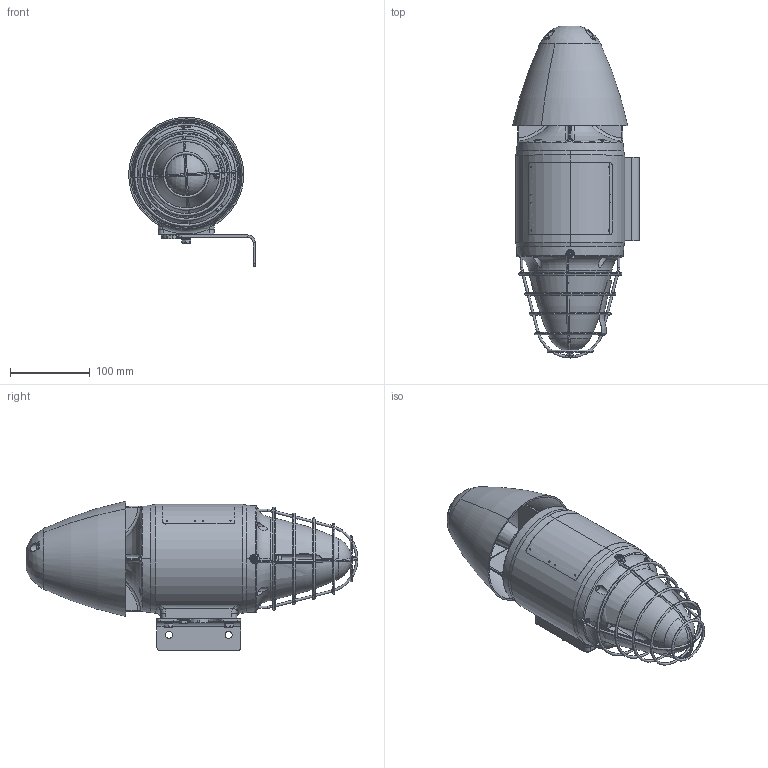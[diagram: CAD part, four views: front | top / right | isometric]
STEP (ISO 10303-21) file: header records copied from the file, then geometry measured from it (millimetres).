
FILE_DESCRIPTION (( 'STEP AP203' ), '1' );
FILE_NAME ('YL60 mit L-Bügel.STEP', '2017-05-11T09:45:26', ( '' ), ( '' ), 'SwSTEP 2.0', 'SolidWorks 2016', '' );
FILE_SCHEMA (( 'CONFIG_CONTROL_DESIGN' ));
Length unit declared in the file: millimetre
Products named in the file (1): YL60 mit L-Bügel
Bounding box: 159.35 x 417 x 187.85 mm (x, y, z)
Surface area: 293020.4 mm2 (no closed solid volume)
Topology: 0 solids, 62 shells, 612 faces, 1908 edges, 1300 vertices
Faces by surface type: cylinder 198, plane 157, torus 93, cone 83, bspline 71, sphere 10
Entity records: 28637 total; most frequent: CARTESIAN_POINT 12619, DIRECTION 3263, ORIENTED_EDGE 3064, EDGE_CURVE 1892, AXIS2_PLACEMENT_3D 1356, VERTEX_POINT 1300, CIRCLE 814, EDGE_LOOP 701
